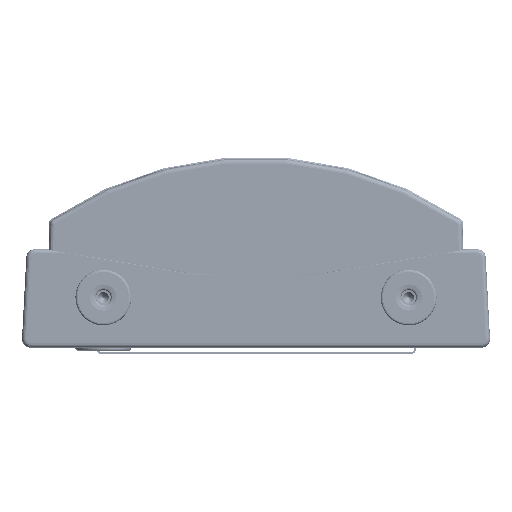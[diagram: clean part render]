
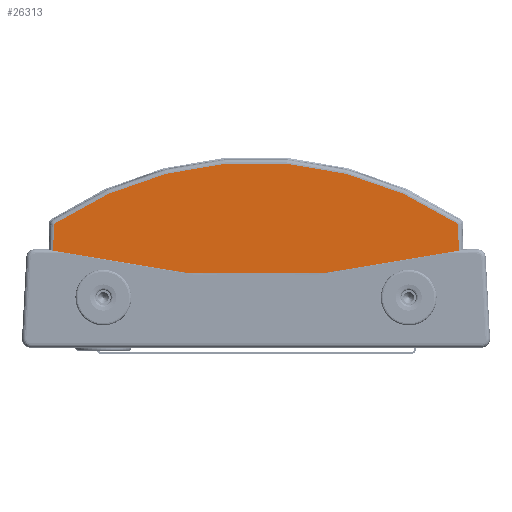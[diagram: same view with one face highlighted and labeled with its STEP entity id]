
A CAD part, front view. The second image highlights one B-rep face of the part: STEP entity #26313.
In plain terms, the highlighted face is planar.
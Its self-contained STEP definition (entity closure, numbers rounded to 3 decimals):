
#140 = ORIENTED_EDGE ( 'NONE', *, *, #34721, .T. ) ;
#1082 = DIRECTION ( 'NONE',  ( 0., 0., 1. ) ) ;
#1772 = LINE ( 'NONE', #63264, #66879 ) ;
#4084 = CARTESIAN_POINT ( 'NONE',  ( -92.605, -5.03, 52. ) ) ;
#5650 = AXIS2_PLACEMENT_3D ( 'NONE', #48934, #1082, #32073 ) ;
#8022 = DIRECTION ( 'NONE',  ( 0.035, 0.999, 0. ) ) ;
#9354 = CARTESIAN_POINT ( 'NONE',  ( -91.606, -4.995, 52. ) ) ;
#11597 = DIRECTION ( 'NONE',  ( 0.035, -0.999, 0. ) ) ;
#11811 = VERTEX_POINT ( 'NONE', #32467 ) ;
#13198 = FACE_OUTER_BOUND ( 'NONE', #26708, .T. ) ;
#13499 = AXIS2_PLACEMENT_3D ( 'NONE', #37883, #72336, #14288 ) ;
#14065 = DIRECTION ( 'NONE',  ( 0., 0., 1. ) ) ;
#14288 = DIRECTION ( 'NONE',  ( 1., 0., 0. ) ) ;
#20593 = DIRECTION ( 'NONE',  ( 1., 0., 0. ) ) ;
#20991 = CARTESIAN_POINT ( 'NONE',  ( 0., 132.24, 52. ) ) ;
#21749 = VERTEX_POINT ( 'NONE', #30730 ) ;
#22309 = DIRECTION ( 'NONE',  ( 1., 0., 0. ) ) ;
#22775 = CARTESIAN_POINT ( 'NONE',  ( 92.605, -5.03, 52. ) ) ;
#25258 = EDGE_CURVE ( 'NONE', #37128, #11811, #1772, .T. ) ;
#26313 = ADVANCED_FACE ( 'NONE', ( #13198 ), #43057, .T. ) ;
#26708 = EDGE_LOOP ( 'NONE', ( #58562, #140, #62765, #50446, #62432, #77178 ) ) ;
#27663 = DIRECTION ( 'NONE',  ( 0., 0., 1. ) ) ;
#29575 = VERTEX_POINT ( 'NONE', #35693 ) ;
#30730 = CARTESIAN_POINT ( 'NONE',  ( -93.016, 6.744, 52. ) ) ;
#31265 = CIRCLE ( 'NONE', #13499, 382.042 ) ;
#32073 = DIRECTION ( 'NONE',  ( 1., 0., 0. ) ) ;
#32467 = CARTESIAN_POINT ( 'NONE',  ( 93.016, 6.744, 52. ) ) ;
#33530 = EDGE_CURVE ( 'NONE', #11811, #21749, #31265, .T. ) ;
#33737 = VERTEX_POINT ( 'NONE', #4084 ) ;
#34721 = EDGE_CURVE ( 'NONE', #21749, #33737, #65695, .T. ) ;
#35693 = CARTESIAN_POINT ( 'NONE',  ( 92.161, -5.826, 52. ) ) ;
#37128 = VERTEX_POINT ( 'NONE', #22775 ) ;
#37883 = CARTESIAN_POINT ( 'NONE',  ( 0., -363.802, 52. ) ) ;
#40829 = CIRCLE ( 'NONE', #52054, 1. ) ;
#43057 = PLANE ( 'NONE',  #5650 ) ;
#44240 = EDGE_CURVE ( 'NONE', #29575, #37128, #40829, .T. ) ;
#48934 = CARTESIAN_POINT ( 'NONE',  ( 0., 132.24, 52. ) ) ;
#49407 = CARTESIAN_POINT ( 'NONE',  ( 91.606, -4.995, 52. ) ) ;
#50446 = ORIENTED_EDGE ( 'NONE', *, *, #73708, .T. ) ;
#51363 = CARTESIAN_POINT ( 'NONE',  ( -92.161, -5.826, 52. ) ) ;
#52054 = AXIS2_PLACEMENT_3D ( 'NONE', #49407, #14065, #67017 ) ;
#54121 = VERTEX_POINT ( 'NONE', #51363 ) ;
#55070 = AXIS2_PLACEMENT_3D ( 'NONE', #9354, #56819, #22309 ) ;
#56819 = DIRECTION ( 'NONE',  ( 0., 0., 1. ) ) ;
#58544 = AXIS2_PLACEMENT_3D ( 'NONE', #20991, #27663, #20593 ) ;
#58562 = ORIENTED_EDGE ( 'NONE', *, *, #33530, .T. ) ;
#59403 = EDGE_CURVE ( 'NONE', #33737, #54121, #64980, .T. ) ;
#60212 = CARTESIAN_POINT ( 'NONE',  ( -92.605, -5.03, 52. ) ) ;
#62432 = ORIENTED_EDGE ( 'NONE', *, *, #44240, .T. ) ;
#62765 = ORIENTED_EDGE ( 'NONE', *, *, #59403, .T. ) ;
#63264 = CARTESIAN_POINT ( 'NONE',  ( 93.001, 6.31, 52. ) ) ;
#64980 = CIRCLE ( 'NONE', #55070, 1. ) ;
#65695 = LINE ( 'NONE', #60212, #68703 ) ;
#66879 = VECTOR ( 'NONE', #8022, 1000. ) ;
#67017 = DIRECTION ( 'NONE',  ( 1., 0., 0. ) ) ;
#68554 = CIRCLE ( 'NONE', #58544, 166. ) ;
#68703 = VECTOR ( 'NONE', #11597, 1000. ) ;
#72336 = DIRECTION ( 'NONE',  ( 0., 0., 1. ) ) ;
#73708 = EDGE_CURVE ( 'NONE', #54121, #29575, #68554, .T. ) ;
#77178 = ORIENTED_EDGE ( 'NONE', *, *, #25258, .T. ) ;
